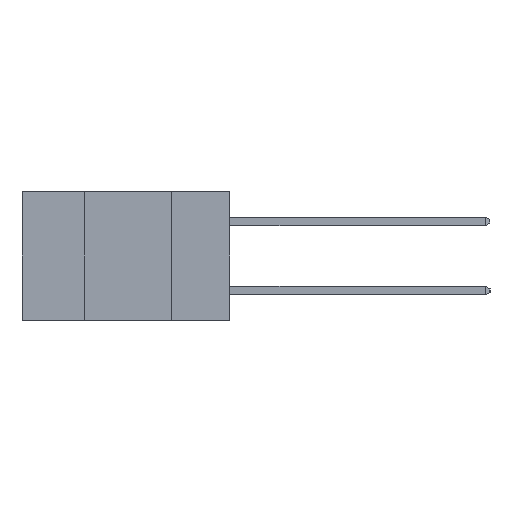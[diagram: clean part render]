
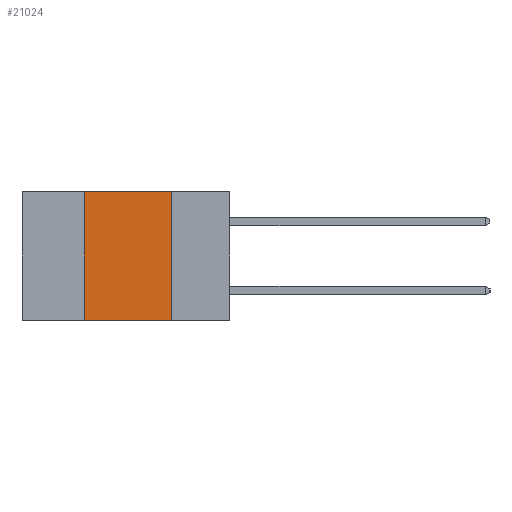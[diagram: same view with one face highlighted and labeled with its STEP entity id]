
A CAD part, left-side view. The second image highlights one B-rep face of the part: STEP entity #21024.
In plain terms, the highlighted planar face has unit normal (-1, 0, 0).
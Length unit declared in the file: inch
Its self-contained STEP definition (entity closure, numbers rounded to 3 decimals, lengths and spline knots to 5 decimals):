
#333 = VERTEX_POINT ( 'NONE', #13317 ) ;
#513 = VECTOR ( 'NONE', #24751, 39.37008 ) ;
#826 = VECTOR ( 'NONE', #6731, 39.37008 ) ;
#1501 = EDGE_CURVE ( 'NONE', #18580, #333, #24585, .T. ) ;
#5469 = CARTESIAN_POINT ( 'NONE',  ( 0., 0.42, -0.37 ) ) ;
#5913 = AXIS2_PLACEMENT_3D ( 'NONE', #17655, #7951, #21522 ) ;
#5970 = PLANE ( 'NONE',  #5913 ) ;
#6452 = EDGE_CURVE ( 'NONE', #10229, #333, #21497, .T. ) ;
#6525 = VECTOR ( 'NONE', #21174, 39.37008 ) ;
#6680 = EDGE_CURVE ( 'NONE', #18580, #15957, #10851, .T. ) ;
#6731 = DIRECTION ( 'NONE',  ( 0., 0., -1. ) ) ;
#7594 = CARTESIAN_POINT ( 'NONE',  ( 0., 0.6, 0. ) ) ;
#7951 = DIRECTION ( 'NONE',  ( 1., 0., 0. ) ) ;
#9265 = CARTESIAN_POINT ( 'NONE',  ( 0., 0.42, -0.37 ) ) ;
#10229 = VERTEX_POINT ( 'NONE', #14185 ) ;
#10327 = ORIENTED_EDGE ( 'NONE', *, *, #6452, .F. ) ;
#10851 = LINE ( 'NONE', #9265, #513 ) ;
#13317 = CARTESIAN_POINT ( 'NONE',  ( 0., 0.17, -0.37 ) ) ;
#13733 = VECTOR ( 'NONE', #13902, 39.37008 ) ;
#13902 = DIRECTION ( 'NONE',  ( 0., -1., 0. ) ) ;
#14185 = CARTESIAN_POINT ( 'NONE',  ( 0., 0.17, 0. ) ) ;
#14398 = CARTESIAN_POINT ( 'NONE',  ( 0., 0.42, 0. ) ) ;
#15957 = VERTEX_POINT ( 'NONE', #14398 ) ;
#16446 = CARTESIAN_POINT ( 'NONE',  ( 0., 0.17, -0.37 ) ) ;
#17655 = CARTESIAN_POINT ( 'NONE',  ( 0., 0.6, 0. ) ) ;
#18552 = FACE_OUTER_BOUND ( 'NONE', #24159, .T. ) ;
#18580 = VERTEX_POINT ( 'NONE', #5469 ) ;
#21024 = ADVANCED_FACE ( 'NONE', ( #18552 ), #5970, .F. ) ;
#21174 = DIRECTION ( 'NONE',  ( 0., -1., 0. ) ) ;
#21497 = LINE ( 'NONE', #16446, #826 ) ;
#21522 = DIRECTION ( 'NONE',  ( 0., 0., -1. ) ) ;
#21995 = LINE ( 'NONE', #7594, #6525 ) ;
#23073 = ORIENTED_EDGE ( 'NONE', *, *, #23540, .F. ) ;
#23540 = EDGE_CURVE ( 'NONE', #15957, #10229, #21995, .T. ) ;
#23559 = CARTESIAN_POINT ( 'NONE',  ( 0., 0.6, -0.37 ) ) ;
#24159 = EDGE_LOOP ( 'NONE', ( #10327, #23073, #24271, #24862 ) ) ;
#24271 = ORIENTED_EDGE ( 'NONE', *, *, #6680, .F. ) ;
#24585 = LINE ( 'NONE', #23559, #13733 ) ;
#24751 = DIRECTION ( 'NONE',  ( 0., 0., 1. ) ) ;
#24862 = ORIENTED_EDGE ( 'NONE', *, *, #1501, .T. ) ;
